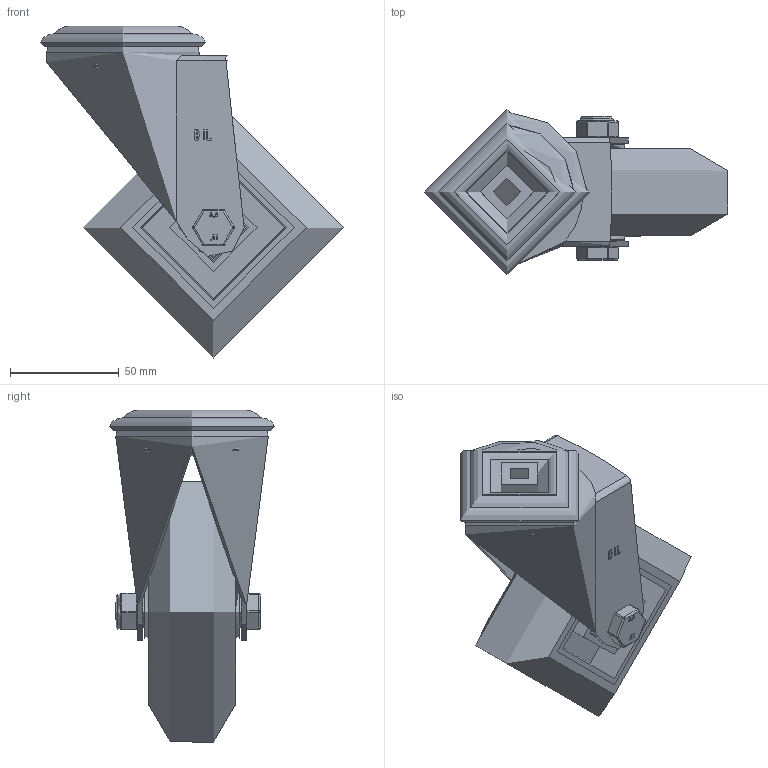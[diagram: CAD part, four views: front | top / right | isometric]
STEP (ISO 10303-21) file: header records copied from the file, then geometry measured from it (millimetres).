
FILE_DESCRIPTION(/* description */ ('','CAx-IF Rec.Pracs.---Representation and Presentation of Product Manufacturing Information (PMI)---4.0---2014-10-13'),/* implementation_level */ '2;1');
FILE_NAME(/* name */ 'BZMM125SRERGBJBH12.step',/* time_stamp */ '2025-01-06T09:59:31Z',/* author */ (''),/* organization */ (''),/* preprocessor_version */ 'ST-DEVELOPER v20',/* originating_system */ 'Autodesk Translation Framework v13.20.0.188',/* authorisation */ '');
FILE_SCHEMA (('AP242_MANAGED_MODEL_BASED_3D_ENGINEERING_MIM_LF { 1 0 10303 442 1 1 4 }'));
Length unit declared in the file: millimetre
Products named in the file (30): BZMM125SRERGBJBH12; BZMM125ASBH12 v1; ZINC PLATED, PRESSED STEEL HEAD; ZINC PLATED, PRESSED STEEL FORKS; BZH125WSRERGBJM15 v1; 55 SHORE A ELASTIC RUBBER TYRE; ALUMINIUM RIM; ALUMINIUM RIM Geometry; BEARING SPACER; BEARING6002; Pattern; BEARING6002 (1); Pattern (1); Component1; METAL; METAL2; MIDDLE; RUBBER; TUBEM15X45 v1; ZINC PLATED, STEEL TUBE; WP15X25X2BLK v1; NYLON WASHER; WP15X25X2BLK v1 (1); NYLON WASHER (1); HEXBOLTM10X60Z8.8 v2; GRADE 8.8 ZINC PLATED BOLT; NYLOCM10Z v1; NYLOC NUT; RUBBER (1); NUT
Assembly tree (52 placements, depth 5):
  BZMM125SRERGBJBH12
    BZMM125ASBH12 v1
      ZINC PLATED, PRESSED STEEL HEAD
      ZINC PLATED, PRESSED STEEL FORKS
    BZH125WSRERGBJM15 v1
      55 SHORE A ELASTIC RUBBER TYRE
      ALUMINIUM RIM
        ALUMINIUM RIM Geometry
        BEARING SPACER
      BEARING6002
        METAL
        METAL2
        Pattern
          Component1  x9
        MIDDLE
        RUBBER  x2
      BEARING6002 (1)
        Pattern (1)
          Component1  x9
        METAL
        METAL2
        MIDDLE
        RUBBER  x2
    TUBEM15X45 v1
      ZINC PLATED, STEEL TUBE
    WP15X25X2BLK v1
      NYLON WASHER
    WP15X25X2BLK v1 (1)
      NYLON WASHER (1)
    HEXBOLTM10X60Z8.8 v2
      GRADE 8.8 ZINC PLATED BOLT
    NYLOCM10Z v1
      NYLOC NUT
        RUBBER (1)
        NUT
Bounding box: 139.32 x 76 x 152.32 mm (x, y, z)
Volume: 417480.1 mm3; surface area: 138589.6 mm2
Topology: 39 solids, 39 shells, 1089 faces, 2713 edges, 1767 vertices
Faces by surface type: bspline 404, plane 369, cylinder 185, sphere 72, torus 30, cone 29
Full cylindrical faces by diameter (mm): 8.141 x19, 9.85 x20, 10 x3, 10.2 x3, 12 x2, 12.2 x1, 14.95 x1, 15 x3, 15.5 x1, 15.75 x2, 16 x1, 19 x3, 20 x4, 20.5 x4, 21.313 x1, 21.5 x4, 24 x3, 25 x2, 26 x1, 26.8 x4, 28 x2, 28.2 x8, 32 x4, 38 x1, 40 x2, 49.5 x1, 65 x1, 70 x1, 72 x1, 74 x2
Entity records: 25130 total; most frequent: CARTESIAN_POINT 11557, ORIENTED_EDGE 2756, DIRECTION 2405, EDGE_CURVE 1378, AXIS2_PLACEMENT_3D 942, VERTEX_POINT 889, EDGE_LOOP 682, FACE_OUTER_BOUND 576
